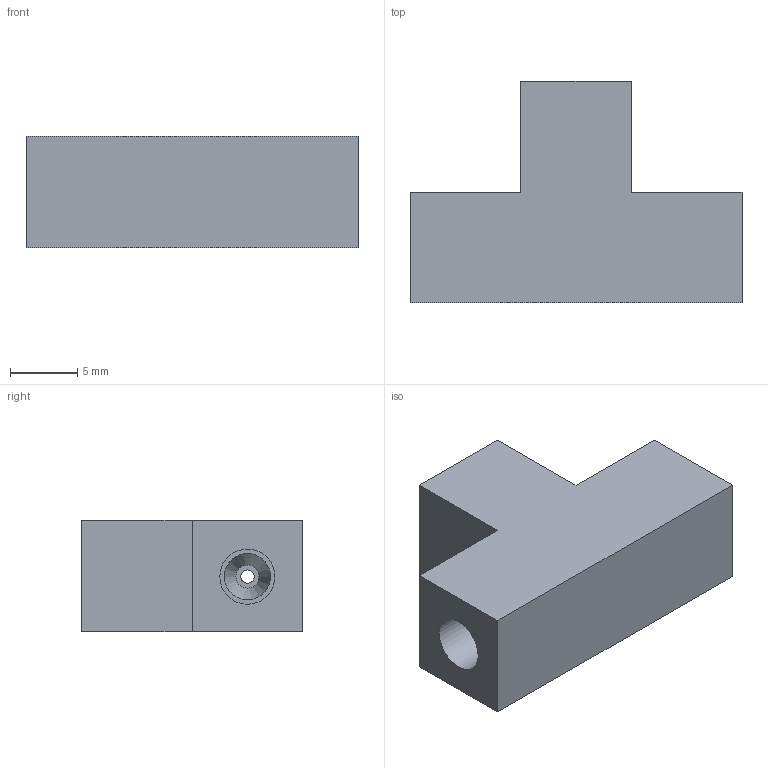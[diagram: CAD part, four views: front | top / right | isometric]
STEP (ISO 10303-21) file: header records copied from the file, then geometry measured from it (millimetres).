
FILE_DESCRIPTION(/* description */ (''),/* implementation_level */ '2;1');
FILE_NAME(/* name */ 'T_Union_1032_1000_22.stp',/* time_stamp */ '2021-03-05T11:38:59+01:00',/* author */ ('vakilim'),/* organization */ (''),/* preprocessor_version */ 'ST-DEVELOPER v17',/* originating_system */ 'Autodesk Inventor 2018',/* authorisation */ '');
FILE_SCHEMA (('AUTOMOTIVE_DESIGN { 1 0 10303 214 3 1 1 }'));
Length unit declared in the file: millimetre
Products named in the file (1): T_Union_1032_1000_22
Bounding box: 24.66 x 16.43 x 8.3 mm (x, y, z)
Volume: 1927.3 mm3; surface area: 1552.3 mm2
Topology: 1 solids, 1 shells, 27 faces, 74 edges, 55 vertices
Faces by surface type: plane 16, cylinder 8, cone 3
Full cylindrical faces by diameter (mm): 1 x2, 1.7 x3, 4.1 x3
Entity records: 950 total; most frequent: DIRECTION 169, CARTESIAN_POINT 157, ORIENTED_EDGE 148, EDGE_CURVE 74, AXIS2_PLACEMENT_3D 67, VERTEX_POINT 55, EDGE_LOOP 37, CIRCLE 36
